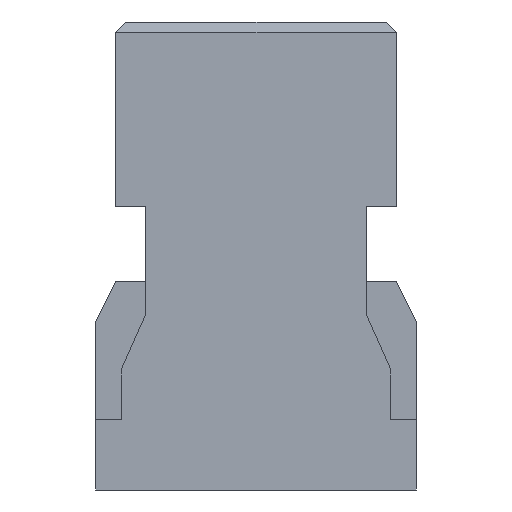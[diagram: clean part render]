
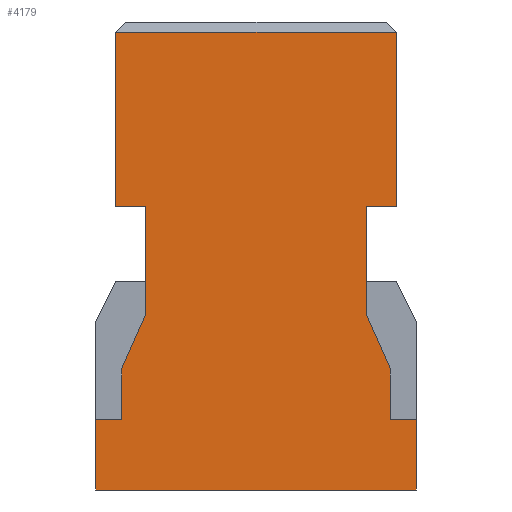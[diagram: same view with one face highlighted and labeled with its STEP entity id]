
A CAD part, left-side view. The second image highlights one B-rep face of the part: STEP entity #4179.
In plain terms, the highlighted planar face has unit normal (-1, 0, 0).
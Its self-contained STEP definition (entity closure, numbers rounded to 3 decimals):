
#145=DIRECTION('',(0.,-1.,0.));
#146=VECTOR('',#145,4.2);
#147=CARTESIAN_POINT('',(-4.1,2.1,-0.15));
#148=LINE('',#147,#146);
#241=DIRECTION('',(0.,0.,-1.));
#242=VECTOR('',#241,2.61);
#243=CARTESIAN_POINT('',(-4.1,2.1,-0.15));
#244=LINE('',#243,#242);
#245=DIRECTION('',(0.,0.,-1.));
#246=VECTOR('',#245,2.61);
#247=CARTESIAN_POINT('',(-4.1,-2.1,-0.15));
#248=LINE('',#247,#246);
#249=DIRECTION('',(0.,-1.,0.));
#250=VECTOR('',#249,0.45);
#251=CARTESIAN_POINT('',(-4.1,-1.65,-2.76));
#252=LINE('',#251,#250);
#253=DIRECTION('',(0.,0.,1.));
#254=VECTOR('',#253,1.62);
#255=CARTESIAN_POINT('',(-4.1,-1.65,-4.38));
#256=LINE('',#255,#254);
#257=DIRECTION('',(0.,0.407,0.914));
#258=VECTOR('',#257,0.885);
#259=CARTESIAN_POINT('',(-4.1,-2.01,-5.189));
#260=LINE('',#259,#258);
#261=DIRECTION('',(0.,0.,1.));
#262=VECTOR('',#261,0.761);
#263=CARTESIAN_POINT('',(-4.1,-2.01,-5.95));
#264=LINE('',#263,#262);
#265=DIRECTION('',(0.,1.,0.));
#266=VECTOR('',#265,0.39);
#267=CARTESIAN_POINT('',(-4.1,-2.4,-5.95));
#268=LINE('',#267,#266);
#269=DIRECTION('',(0.,0.,-1.));
#270=VECTOR('',#269,1.05);
#271=CARTESIAN_POINT('',(-4.1,2.4,-5.95));
#272=LINE('',#271,#270);
#273=DIRECTION('',(0.,-1.,0.));
#274=VECTOR('',#273,0.39);
#275=CARTESIAN_POINT('',(-4.1,2.4,-5.95));
#276=LINE('',#275,#274);
#277=DIRECTION('',(0.,0.,-1.));
#278=VECTOR('',#277,0.761);
#279=CARTESIAN_POINT('',(-4.1,2.01,-5.189));
#280=LINE('',#279,#278);
#281=DIRECTION('',(0.,0.407,-0.914));
#282=VECTOR('',#281,0.885);
#283=CARTESIAN_POINT('',(-4.1,1.65,-4.38));
#284=LINE('',#283,#282);
#285=DIRECTION('',(0.,0.,-1.));
#286=VECTOR('',#285,1.62);
#287=CARTESIAN_POINT('',(-4.1,1.65,-2.76));
#288=LINE('',#287,#286);
#289=DIRECTION('',(0.,-1.,0.));
#290=VECTOR('',#289,0.45);
#291=CARTESIAN_POINT('',(-4.1,2.1,-2.76));
#292=LINE('',#291,#290);
#717=DIRECTION('',(0.,-1.,0.));
#718=VECTOR('',#717,4.8);
#719=CARTESIAN_POINT('',(-4.1,2.4,-7.));
#720=LINE('',#719,#718);
#809=DIRECTION('',(0.,0.,-1.));
#810=VECTOR('',#809,1.05);
#811=CARTESIAN_POINT('',(-4.1,-2.4,-5.95));
#812=LINE('',#811,#810);
#2981=CARTESIAN_POINT('',(-4.1,2.4,-7.));
#2982=CARTESIAN_POINT('',(-4.1,-2.4,-7.));
#2983=VERTEX_POINT('',#2981);
#2984=VERTEX_POINT('',#2982);
#2989=CARTESIAN_POINT('',(-4.1,2.1,-2.76));
#2990=CARTESIAN_POINT('',(-4.1,1.65,-2.76));
#2991=VERTEX_POINT('',#2989);
#2992=VERTEX_POINT('',#2990);
#2993=CARTESIAN_POINT('',(-4.1,1.65,-4.38));
#2994=VERTEX_POINT('',#2993);
#2995=CARTESIAN_POINT('',(-4.1,2.01,-5.189));
#2996=VERTEX_POINT('',#2995);
#2997=CARTESIAN_POINT('',(-4.1,2.01,-5.95));
#2998=VERTEX_POINT('',#2997);
#2999=CARTESIAN_POINT('',(-4.1,2.4,-5.95));
#3000=VERTEX_POINT('',#2999);
#3001=CARTESIAN_POINT('',(-4.1,-2.4,-5.95));
#3002=CARTESIAN_POINT('',(-4.1,-2.01,-5.95));
#3003=VERTEX_POINT('',#3001);
#3004=VERTEX_POINT('',#3002);
#3005=CARTESIAN_POINT('',(-4.1,-2.01,-5.189));
#3006=VERTEX_POINT('',#3005);
#3007=CARTESIAN_POINT('',(-4.1,-1.65,-4.38));
#3008=VERTEX_POINT('',#3007);
#3009=CARTESIAN_POINT('',(-4.1,-1.65,-2.76));
#3010=VERTEX_POINT('',#3009);
#3011=CARTESIAN_POINT('',(-4.1,-2.1,-2.76));
#3012=VERTEX_POINT('',#3011);
#3265=CARTESIAN_POINT('',(-4.1,2.1,-0.15));
#3267=VERTEX_POINT('',#3265);
#3275=CARTESIAN_POINT('',(-4.1,-2.1,-0.15));
#3276=VERTEX_POINT('',#3275);
#4142=CARTESIAN_POINT('',(-4.1,2.4,0.));
#4143=DIRECTION('',(-1.,0.,0.));
#4144=DIRECTION('',(0.,-1.,0.));
#4145=AXIS2_PLACEMENT_3D('',#4142,#4143,#4144);
#4146=PLANE('',#4145);
#4147=ORIENTED_EDGE('',*,*,#4126,.F.);
#4148=ORIENTED_EDGE('',*,*,#4048,.T.);
#4150=ORIENTED_EDGE('',*,*,#4149,.T.);
#4152=ORIENTED_EDGE('',*,*,#4151,.F.);
#4154=ORIENTED_EDGE('',*,*,#4153,.F.);
#4156=ORIENTED_EDGE('',*,*,#4155,.F.);
#4158=ORIENTED_EDGE('',*,*,#4157,.F.);
#4160=ORIENTED_EDGE('',*,*,#4159,.F.);
#4162=ORIENTED_EDGE('',*,*,#4161,.T.);
#4164=ORIENTED_EDGE('',*,*,#4163,.F.);
#4166=ORIENTED_EDGE('',*,*,#4165,.F.);
#4168=ORIENTED_EDGE('',*,*,#4167,.T.);
#4170=ORIENTED_EDGE('',*,*,#4169,.F.);
#4172=ORIENTED_EDGE('',*,*,#4171,.F.);
#4174=ORIENTED_EDGE('',*,*,#4173,.F.);
#4176=ORIENTED_EDGE('',*,*,#4175,.F.);
#4177=EDGE_LOOP('',(#4147,#4148,#4150,#4152,#4154,#4156,#4158,#4160,#4162,#4164,
#4166,#4168,#4170,#4172,#4174,#4176));
#4178=FACE_OUTER_BOUND('',#4177,.F.);
#4179=ADVANCED_FACE('',(#4178),#4146,.T.);
#4048=EDGE_CURVE('',#3267,#3276,#148,.T.);
#4126=EDGE_CURVE('',#3267,#2991,#244,.T.);
#4149=EDGE_CURVE('',#3276,#3012,#248,.T.);
#4151=EDGE_CURVE('',#3010,#3012,#252,.T.);
#4153=EDGE_CURVE('',#3008,#3010,#256,.T.);
#4155=EDGE_CURVE('',#3006,#3008,#260,.T.);
#4157=EDGE_CURVE('',#3004,#3006,#264,.T.);
#4159=EDGE_CURVE('',#3003,#3004,#268,.T.);
#4161=EDGE_CURVE('',#3003,#2984,#812,.T.);
#4163=EDGE_CURVE('',#2983,#2984,#720,.T.);
#4165=EDGE_CURVE('',#3000,#2983,#272,.T.);
#4167=EDGE_CURVE('',#3000,#2998,#276,.T.);
#4169=EDGE_CURVE('',#2996,#2998,#280,.T.);
#4171=EDGE_CURVE('',#2994,#2996,#284,.T.);
#4173=EDGE_CURVE('',#2992,#2994,#288,.T.);
#4175=EDGE_CURVE('',#2991,#2992,#292,.T.);
